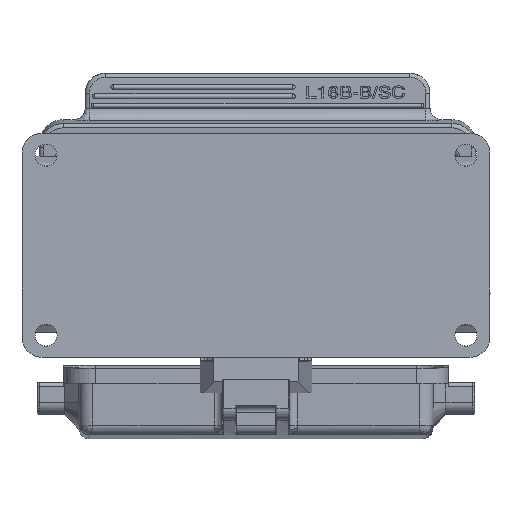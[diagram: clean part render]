
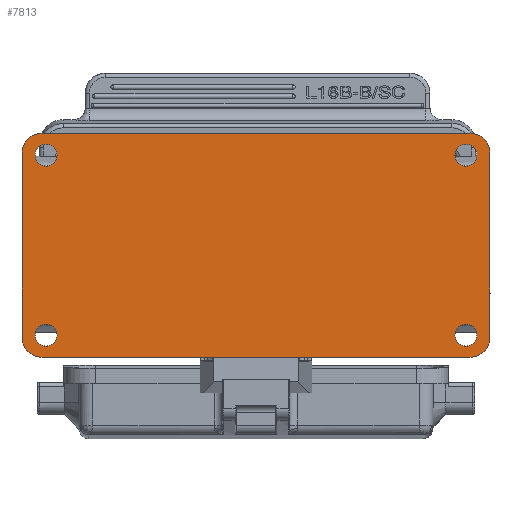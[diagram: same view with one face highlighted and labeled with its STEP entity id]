
A CAD part, front view. The second image highlights one B-rep face of the part: STEP entity #7813.
In plain terms, the highlighted planar face has unit normal (0, -1, -0.009).
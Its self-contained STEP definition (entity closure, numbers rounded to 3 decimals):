
#5575=CIRCLE('',#28398,5.);
#5622=CIRCLE('',#28524,2.75);
#5623=CIRCLE('',#28526,5.);
#5624=CIRCLE('',#28527,5.);
#5625=CIRCLE('',#28528,5.);
#5626=CIRCLE('',#28529,2.75);
#5627=CIRCLE('',#28530,2.75);
#5628=CIRCLE('',#28531,2.75);
#5629=CIRCLE('',#28532,2.75);
#5630=CIRCLE('',#28533,2.75);
#5631=CIRCLE('',#28534,2.75);
#5632=CIRCLE('',#28535,2.75);
#7813=ADVANCED_FACE('',(#12249,#12250,#12251,#12252,#12253),#8793,.F.);
#8793=PLANE('',#28536);
#9666=LINE('',#42117,#11121);
#9678=LINE('',#42195,#11133);
#9688=LINE('',#42612,#11143);
#9733=LINE('',#44762,#11188);
#11121=VECTOR('',#31479,1.);
#11133=VECTOR('',#31507,1.);
#11143=VECTOR('',#31557,1.);
#11188=VECTOR('',#31816,1.);
#12249=FACE_BOUND('',#12875,.T.);
#12250=FACE_BOUND('',#12876,.T.);
#12251=FACE_BOUND('',#12877,.T.);
#12252=FACE_BOUND('',#12878,.T.);
#12253=FACE_BOUND('',#12879,.T.);
#12875=EDGE_LOOP('',(#16506,#16507,#16508,#16509,#16510,#16511,#16512,#16513));
#12876=EDGE_LOOP('',(#16514,#16515));
#12877=EDGE_LOOP('',(#16516,#16517));
#12878=EDGE_LOOP('',(#16518,#16519));
#12879=EDGE_LOOP('',(#16520,#16521));
#16506=ORIENTED_EDGE('',*,*,#24333,.F.);
#16507=ORIENTED_EDGE('',*,*,#24337,.T.);
#16508=ORIENTED_EDGE('',*,*,#24553,.F.);
#16509=ORIENTED_EDGE('',*,*,#24371,.T.);
#16510=ORIENTED_EDGE('',*,*,#24554,.F.);
#16511=ORIENTED_EDGE('',*,*,#24555,.F.);
#16512=ORIENTED_EDGE('',*,*,#24556,.F.);
#16513=ORIENTED_EDGE('',*,*,#24316,.T.);
#16514=ORIENTED_EDGE('',*,*,#24557,.F.);
#16515=ORIENTED_EDGE('',*,*,#24558,.F.);
#16516=ORIENTED_EDGE('',*,*,#24559,.F.);
#16517=ORIENTED_EDGE('',*,*,#24560,.F.);
#16518=ORIENTED_EDGE('',*,*,#24561,.F.);
#16519=ORIENTED_EDGE('',*,*,#24562,.F.);
#16520=ORIENTED_EDGE('',*,*,#24563,.F.);
#16521=ORIENTED_EDGE('',*,*,#24552,.F.);
#21672=VERTEX_POINT('',#42118);
#21673=VERTEX_POINT('',#42119);
#21689=VERTEX_POINT('',#42187);
#21692=VERTEX_POINT('',#42194);
#21716=VERTEX_POINT('',#42611);
#21717=VERTEX_POINT('',#42613);
#21820=VERTEX_POINT('',#44754);
#21821=VERTEX_POINT('',#44756);
#21822=VERTEX_POINT('',#44761);
#21823=VERTEX_POINT('',#44763);
#21824=VERTEX_POINT('',#44766);
#21825=VERTEX_POINT('',#44767);
#21826=VERTEX_POINT('',#44770);
#21827=VERTEX_POINT('',#44771);
#21828=VERTEX_POINT('',#44774);
#21829=VERTEX_POINT('',#44775);
#24316=EDGE_CURVE('',#21672,#21673,#9666,.T.);
#24333=EDGE_CURVE('',#21689,#21673,#5575,.T.);
#24337=EDGE_CURVE('',#21689,#21692,#9678,.T.);
#24371=EDGE_CURVE('',#21717,#21716,#9688,.T.);
#24552=EDGE_CURVE('',#21821,#21820,#5622,.T.);
#24553=EDGE_CURVE('',#21717,#21692,#5623,.T.);
#24554=EDGE_CURVE('',#21822,#21716,#5624,.T.);
#24555=EDGE_CURVE('',#21823,#21822,#9733,.T.);
#24556=EDGE_CURVE('',#21672,#21823,#5625,.T.);
#24557=EDGE_CURVE('',#21824,#21825,#5626,.T.);
#24558=EDGE_CURVE('',#21825,#21824,#5627,.T.);
#24559=EDGE_CURVE('',#21826,#21827,#5628,.T.);
#24560=EDGE_CURVE('',#21827,#21826,#5629,.T.);
#24561=EDGE_CURVE('',#21828,#21829,#5630,.T.);
#24562=EDGE_CURVE('',#21829,#21828,#5631,.T.);
#24563=EDGE_CURVE('',#21820,#21821,#5632,.T.);
#28398=AXIS2_PLACEMENT_3D('',#42186,#31499,#31500);
#28524=AXIS2_PLACEMENT_3D('',#44757,#31808,#31809);
#28526=AXIS2_PLACEMENT_3D('',#44759,#31812,#31813);
#28527=AXIS2_PLACEMENT_3D('',#44760,#31814,#31815);
#28528=AXIS2_PLACEMENT_3D('',#44764,#31817,#31818);
#28529=AXIS2_PLACEMENT_3D('',#44765,#31819,#31820);
#28530=AXIS2_PLACEMENT_3D('',#44768,#31821,#31822);
#28531=AXIS2_PLACEMENT_3D('',#44769,#31823,#31824);
#28532=AXIS2_PLACEMENT_3D('',#44772,#31825,#31826);
#28533=AXIS2_PLACEMENT_3D('',#44773,#31827,#31828);
#28534=AXIS2_PLACEMENT_3D('',#44776,#31829,#31830);
#28535=AXIS2_PLACEMENT_3D('',#44777,#31831,#31832);
#28536=AXIS2_PLACEMENT_3D('',#44778,#31833,#31834);
#31479=DIRECTION('',(0.,-0.009,1.));
#31499=DIRECTION('',(0.,1.,0.009));
#31500=DIRECTION('',(0.,-0.009,1.));
#31507=DIRECTION('',(-1.,0.,0.));
#31557=DIRECTION('',(0.,0.009,-1.));
#31808=DIRECTION('',(0.,-1.,-0.009));
#31809=DIRECTION('',(0.,-0.009,1.));
#31812=DIRECTION('',(0.,1.,0.009));
#31813=DIRECTION('',(-1.,0.,0.));
#31814=DIRECTION('',(0.,1.,0.009));
#31815=DIRECTION('',(0.,0.009,-1.));
#31816=DIRECTION('',(-1.,0.,0.));
#31817=DIRECTION('',(0.,1.,0.009));
#31818=DIRECTION('',(1.,0.,0.));
#31819=DIRECTION('',(0.,-1.,-0.009));
#31820=DIRECTION('',(0.,0.009,-1.));
#31821=DIRECTION('',(0.,-1.,-0.009));
#31822=DIRECTION('',(0.,-0.009,1.));
#31823=DIRECTION('',(0.,-1.,-0.009));
#31824=DIRECTION('',(0.,0.009,-1.));
#31825=DIRECTION('',(0.,-1.,-0.009));
#31826=DIRECTION('',(0.,-0.009,1.));
#31827=DIRECTION('',(0.,-1.,-0.009));
#31828=DIRECTION('',(0.,0.009,-1.));
#31829=DIRECTION('',(0.,-1.,-0.009));
#31830=DIRECTION('',(0.,-0.009,1.));
#31831=DIRECTION('',(0.,-1.,-0.009));
#31832=DIRECTION('',(0.,0.009,-1.));
#31833=DIRECTION('',(0.,1.,0.009));
#31834=DIRECTION('',(0.,-0.009,1.));
#42117=CARTESIAN_POINT('',(117.,49.669,-47.814));
#42118=CARTESIAN_POINT('',(117.,49.669,-47.814));
#42119=CARTESIAN_POINT('',(117.,49.267,-1.816));
#42186=CARTESIAN_POINT('',(112.,49.267,-1.816));
#42187=CARTESIAN_POINT('',(112.,49.224,3.184));
#42194=CARTESIAN_POINT('',(5.,49.224,3.184));
#42195=CARTESIAN_POINT('',(112.,49.224,3.184));
#42611=CARTESIAN_POINT('',(0.,49.669,-47.814));
#42612=CARTESIAN_POINT('',(0.,49.267,-1.816));
#42613=CARTESIAN_POINT('',(0.,49.267,-1.816));
#44754=CARTESIAN_POINT('',(111.,49.296,-5.066));
#44756=CARTESIAN_POINT('',(111.,49.248,0.434));
#44757=CARTESIAN_POINT('',(111.,49.272,-2.316));
#44759=CARTESIAN_POINT('',(5.,49.267,-1.816));
#44760=CARTESIAN_POINT('',(5.,49.669,-47.814));
#44761=CARTESIAN_POINT('',(5.,49.712,-52.814));
#44762=CARTESIAN_POINT('',(112.,49.712,-52.814));
#44763=CARTESIAN_POINT('',(112.,49.712,-52.814));
#44764=CARTESIAN_POINT('',(112.,49.669,-47.814));
#44765=CARTESIAN_POINT('',(6.,49.272,-2.316));
#44766=CARTESIAN_POINT('',(6.,49.296,-5.066));
#44767=CARTESIAN_POINT('',(6.,49.248,0.434));
#44768=CARTESIAN_POINT('',(6.,49.272,-2.316));
#44769=CARTESIAN_POINT('',(6.,49.664,-47.314));
#44770=CARTESIAN_POINT('',(6.,49.688,-50.064));
#44771=CARTESIAN_POINT('',(6.,49.641,-44.564));
#44772=CARTESIAN_POINT('',(6.,49.664,-47.314));
#44773=CARTESIAN_POINT('',(111.,49.664,-47.314));
#44774=CARTESIAN_POINT('',(111.,49.688,-50.064));
#44775=CARTESIAN_POINT('',(111.,49.641,-44.564));
#44776=CARTESIAN_POINT('',(111.,49.664,-47.314));
#44777=CARTESIAN_POINT('',(111.,49.272,-2.316));
#44778=CARTESIAN_POINT('',(58.5,49.468,-24.815));
